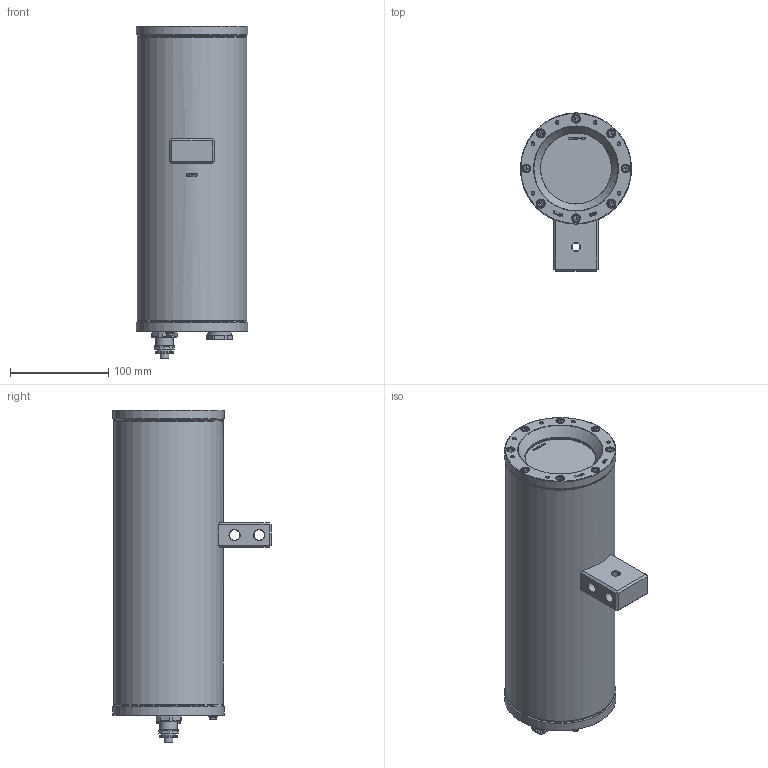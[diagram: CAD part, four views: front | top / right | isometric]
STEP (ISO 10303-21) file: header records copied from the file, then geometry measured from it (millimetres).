
FILE_DESCRIPTION(/* description */ (''),/* implementation_level */ '2;1');
FILE_NAME(/* name */ '240229-ET08IPQ1656-AK-3D-CAD.stp',/* time_stamp */ '2024-02-29T10:37:54+01:00',/* author */ ('Alexander Kruse'),/* organization */ (''),/* preprocessor_version */ 'ST-DEVELOPER v20',/* originating_system */ 'Autodesk Inventor 2024',/* authorisation */ '');
FILE_SCHEMA (('AUTOMOTIVE_DESIGN { 1 0 10303 214 3 1 1 }'));
Products named in the file (28): T08-VA2.3.K3.BOR2-N.H-005.N-P; T07-VA2.3.K3.BOR3_(EX D ENCLOSURE); T07-VA2.x.K3_(Flachdichtung, Schrauben 14mm); VA2.x.K3_rev.01; VA2.x.GYLON Style 3504 blau; DIN 125-1  A A 4.3; DIN 127 - zurückgezogen A 4; DIN 84  - ersetzt durch DIN EN ISO 1207 M4 x 8; M4x0.7 14mm mit Federring; DIN 912 - M4 x 12; DIN 128 - A4; VA2.3.R_vers.1_rev.00_(mit Schweißnocken); VA2.3.R_vers.1_rev.00; T07-VA2.3.Nocke; T07-VA2.x.BOR2_(Flachdichtung, Schrauben 12mm); VA2.x.BOR2_rev.02; VA2.x.Germaniumglas.1; VA2.BOR.Sicherungsring; VA2.x.BOR Pufferring; VA2.x.BOR_Compound; VA2.x.Passscheibe; VA2.x.GYLON Style 3504 blau_1; Schraube M4 mit Federring; DIN 128 - A4_1; DIN 912 - M4 x 12_1; Ex d Verschlussstopfen M20x1,5; SKD02-T; ADE1F2 No.5 M20x1,5 Ex-d
Assembly tree (41 placements, depth 5):
  T08-VA2.3.K3.BOR2-N.H-005.N-P
    T07-VA2.3.K3.BOR3_(EX D ENCLOSURE)
      T07-VA2.x.K3_(Flachdichtung, Schrauben 14mm)
        VA2.x.K3_rev.01
        VA2.x.GYLON Style 3504 blau
        DIN 125-1  A A 4.3
        DIN 127 - zurückgezogen A 4
        DIN 84  - ersetzt durch DIN EN ISO 1207 M4 x 8
        M4x0.7 14mm mit Federring  x8
          DIN 912 - M4 x 12
          DIN 128 - A4
      VA2.3.R_vers.1_rev.00_(mit Schweißnocken)
        VA2.3.R_vers.1_rev.00
        T07-VA2.3.Nocke
      T07-VA2.x.BOR2_(Flachdichtung, Schrauben 12mm)
        VA2.x.BOR2_rev.02
        VA2.x.Germaniumglas.1
        VA2.BOR.Sicherungsring
        VA2.x.BOR Pufferring
        VA2.x.BOR_Compound
        VA2.x.Passscheibe
        VA2.x.GYLON Style 3504 blau_1
        Schraube M4 mit Federring  x8
          DIN 128 - A4_1
          DIN 912 - M4 x 12_1
    Ex d Verschlussstopfen M20x1,5
    SKD02-T
    ADE1F2 No.5 M20x1,5 Ex-d
Bounding box: 113 x 160.5 x 337.1 mm (x, y, z)
Volume: 781330.3 mm3; surface area: 356443.4 mm2
Topology: 49 solids, 49 shells, 5034 faces, 12668 edges, 7964 vertices
Faces by surface type: plane 1932, bspline 1723, cylinder 793, torus 319, cone 157, sphere 110
Full cylindrical faces by diameter (mm): 2.459 x4, 3.197 x1, 3.2 x2, 3.242 x28, 3.621 x1, 3.8 x16, 4 x17, 4.3 x1, 4.5 x16, 7 x16, 8 x16, 8.2 x1, 8.9 x1, 9 x1, 10.5 x2, 12.5 x1, 15 x1, 15.4 x1, 18 x1, 18.376 x2, 18.6 x1, 20 x2, 24 x1, 71 x2, 72 x3, 80 x2, 81.8 x1, 83 x2, 84 x1, 85 x2
Entity records: 128765 total; most frequent: CARTESIAN_POINT 41732, ORIENTED_EDGE 19370, DIRECTION 13590, EDGE_CURVE 9685, VERTEX_POINT 6282, LINE 5392, VECTOR 5392, AXIS2_PLACEMENT_3D 4099
